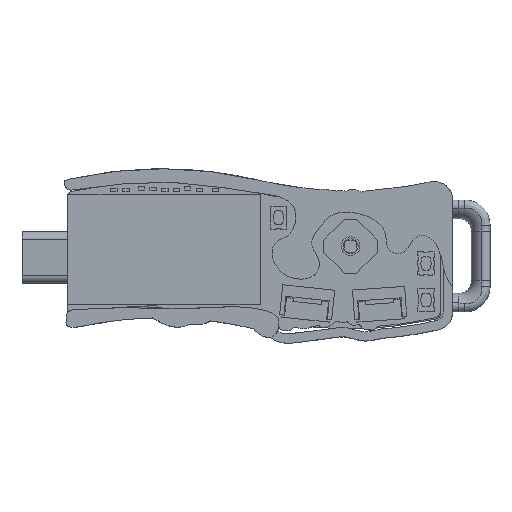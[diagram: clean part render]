
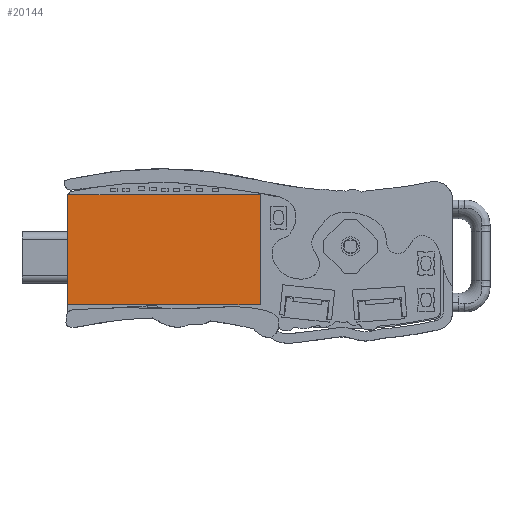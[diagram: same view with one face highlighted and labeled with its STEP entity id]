
A CAD part, top view. The second image highlights one B-rep face of the part: STEP entity #20144.
In plain terms, the highlighted planar face has unit normal (0, 0, 1).
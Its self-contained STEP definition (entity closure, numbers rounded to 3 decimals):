
#687=CIRCLE('',#21541,1.001);
#1782=FACE_OUTER_BOUND('',#2961,.T.);
#2961=EDGE_LOOP('',(#16280,#16281,#16282,#16283,#16284));
#4976=LINE('',#31000,#7227);
#4978=LINE('',#31004,#7229);
#4980=LINE('',#31008,#7231);
#4982=LINE('',#31012,#7233);
#7227=VECTOR('',#25407,10.);
#7229=VECTOR('',#25411,10.);
#7231=VECTOR('',#25415,10.);
#7233=VECTOR('',#25419,10.);
#9179=VERTEX_POINT('',#30997);
#9180=VERTEX_POINT('',#30999);
#9181=VERTEX_POINT('',#31003);
#9182=VERTEX_POINT('',#31007);
#9183=VERTEX_POINT('',#31011);
#11663=EDGE_CURVE('',#9180,#9179,#4976,.T.);
#11665=EDGE_CURVE('',#9181,#9180,#4978,.T.);
#11667=EDGE_CURVE('',#9182,#9181,#4980,.T.);
#11669=EDGE_CURVE('',#9183,#9182,#4982,.T.);
#11671=EDGE_CURVE('',#9179,#9183,#687,.T.);
#16280=ORIENTED_EDGE('',*,*,#11671,.T.);
#16281=ORIENTED_EDGE('',*,*,#11669,.T.);
#16282=ORIENTED_EDGE('',*,*,#11667,.T.);
#16283=ORIENTED_EDGE('',*,*,#11665,.T.);
#16284=ORIENTED_EDGE('',*,*,#11663,.T.);
#19205=PLANE('',#21542);
#20144=ADVANCED_FACE('',(#1782),#19205,.T.);
#21541=AXIS2_PLACEMENT_3D('',#31015,#25423,#25424);
#21542=AXIS2_PLACEMENT_3D('',#31016,#25425,#25426);
#25407=DIRECTION('',(-1.,0.,0.));
#25411=DIRECTION('',(0.,1.,0.));
#25415=DIRECTION('',(1.,0.,0.));
#25419=DIRECTION('',(0.,-1.,0.));
#25423=DIRECTION('center_axis',(0.,0.,1.));
#25424=DIRECTION('ref_axis',(-0.221,0.975,0.));
#25425=DIRECTION('center_axis',(0.,0.,1.));
#25426=DIRECTION('ref_axis',(-1.,0.,0.));
#30997=CARTESIAN_POINT('',(-29.911,9.85,9.5));
#30999=CARTESIAN_POINT('',(1.,9.85,9.5));
#31000=CARTESIAN_POINT('',(-30.,9.85,9.5));
#31003=CARTESIAN_POINT('',(1.,-7.85,9.5));
#31004=CARTESIAN_POINT('',(1.,9.85,9.5));
#31007=CARTESIAN_POINT('',(-30.,-7.85,9.5));
#31008=CARTESIAN_POINT('',(1.,-7.85,9.5));
#31011=CARTESIAN_POINT('',(-30.,9.437,9.5));
#31012=CARTESIAN_POINT('',(-30.,9.437,9.5));
#31015=CARTESIAN_POINT('Origin',(-29.,9.436,9.5));
#31016=CARTESIAN_POINT('Origin',(-0.468,0.275,9.5));
